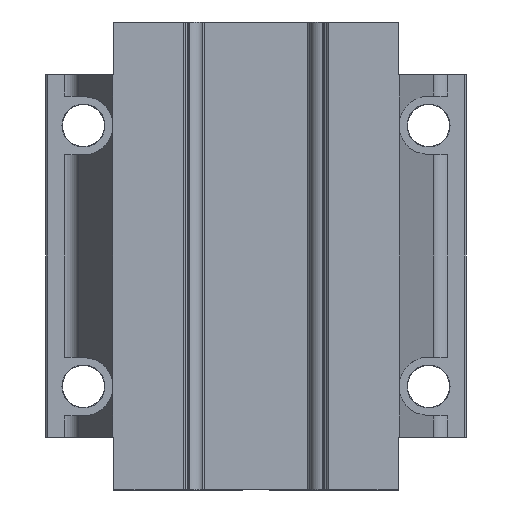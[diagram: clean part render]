
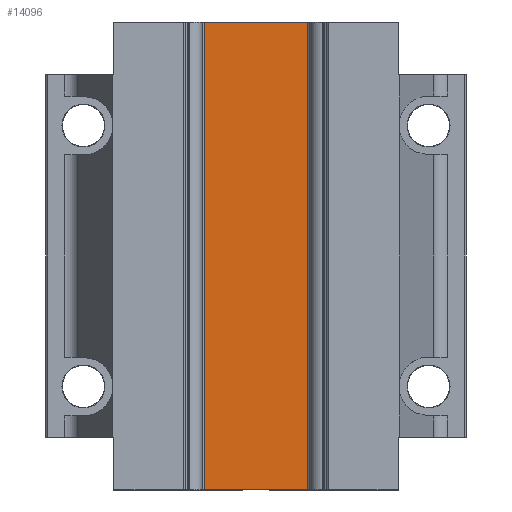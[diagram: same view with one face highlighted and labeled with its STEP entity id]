
A CAD part, front view. The second image highlights one B-rep face of the part: STEP entity #14096.
In plain terms, the highlighted planar face has unit normal (0, -1, 0).
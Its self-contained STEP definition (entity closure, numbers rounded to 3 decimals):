
#759 = CARTESIAN_POINT ( 'NONE',  ( -15.6, 18.7, -55.6 ) ) ;
#762 = DIRECTION ( 'NONE',  ( 0., 0., 1. ) ) ;
#766 = CARTESIAN_POINT ( 'NONE',  ( 15.6, 18.7, -55.6 ) ) ;
#769 = DIRECTION ( 'NONE',  ( 0., 0., 1. ) ) ;
#1458 = VERTEX_POINT ( 'NONE', #4049 ) ;
#1482 = VERTEX_POINT ( 'NONE', #4266 ) ;
#1662 = VERTEX_POINT ( 'NONE', #4128 ) ;
#1887 = VERTEX_POINT ( 'NONE', #5024 ) ;
#3094 = AXIS2_PLACEMENT_3D ( 'NONE', #19132, #19073, #19063 ) ;
#4049 = CARTESIAN_POINT ( 'NONE',  ( -15.6, 18.7, 55.55 ) ) ;
#4128 = CARTESIAN_POINT ( 'NONE',  ( 15.6, 18.7, 55.55 ) ) ;
#4266 = CARTESIAN_POINT ( 'NONE',  ( -15.6, 18.7, -55.55 ) ) ;
#5024 = CARTESIAN_POINT ( 'NONE',  ( 15.6, 18.7, -55.55 ) ) ;
#6988 = FACE_OUTER_BOUND ( 'NONE', #17222, .T. ) ;
#7389 = CARTESIAN_POINT ( 'NONE',  ( 33.85, 18.7, -55.55 ) ) ;
#7390 = DIRECTION ( 'NONE',  ( -1., 0., 0. ) ) ;
#7531 = CARTESIAN_POINT ( 'NONE',  ( 33.85, 18.7, 55.55 ) ) ;
#7532 = DIRECTION ( 'NONE',  ( 1., 0., 0. ) ) ;
#9967 = ORIENTED_EDGE ( 'NONE', *, *, #14803, .F. ) ;
#9968 = ORIENTED_EDGE ( 'NONE', *, *, #18828, .F. ) ;
#9969 = ORIENTED_EDGE ( 'NONE', *, *, #14846, .F. ) ;
#9970 = ORIENTED_EDGE ( 'NONE', *, *, #18831, .T. ) ;
#14096 = ADVANCED_FACE ( 'NONE', ( #6988 ), #19119, .F. ) ;
#14803 = EDGE_CURVE ( 'NONE', #1887, #1482, #15295, .T. ) ;
#14846 = EDGE_CURVE ( 'NONE', #1458, #1662, #15359, .T. ) ;
#15295 = LINE ( 'NONE', #7389, #15296 ) ;
#15296 = VECTOR ( 'NONE', #7390, 1000. ) ;
#15359 = LINE ( 'NONE', #7531, #15360 ) ;
#15360 = VECTOR ( 'NONE', #7532, 1000. ) ;
#15805 = LINE ( 'NONE', #759, #15807 ) ;
#15807 = VECTOR ( 'NONE', #762, 1000. ) ;
#15810 = LINE ( 'NONE', #766, #15813 ) ;
#15813 = VECTOR ( 'NONE', #769, 1000. ) ;
#17222 = EDGE_LOOP ( 'NONE', ( #9970, #9969, #9968, #9967 ) ) ;
#18828 = EDGE_CURVE ( 'NONE', #1482, #1458, #15805, .T. ) ;
#18831 = EDGE_CURVE ( 'NONE', #1887, #1662, #15810, .T. ) ;
#19063 = DIRECTION ( 'NONE',  ( 0., 0., 1. ) ) ;
#19073 = DIRECTION ( 'NONE',  ( 0., 1., 0. ) ) ;
#19119 = PLANE ( 'NONE',  #3094 ) ;
#19132 = CARTESIAN_POINT ( 'NONE',  ( 15.6, 18.7, -55.6 ) ) ;
